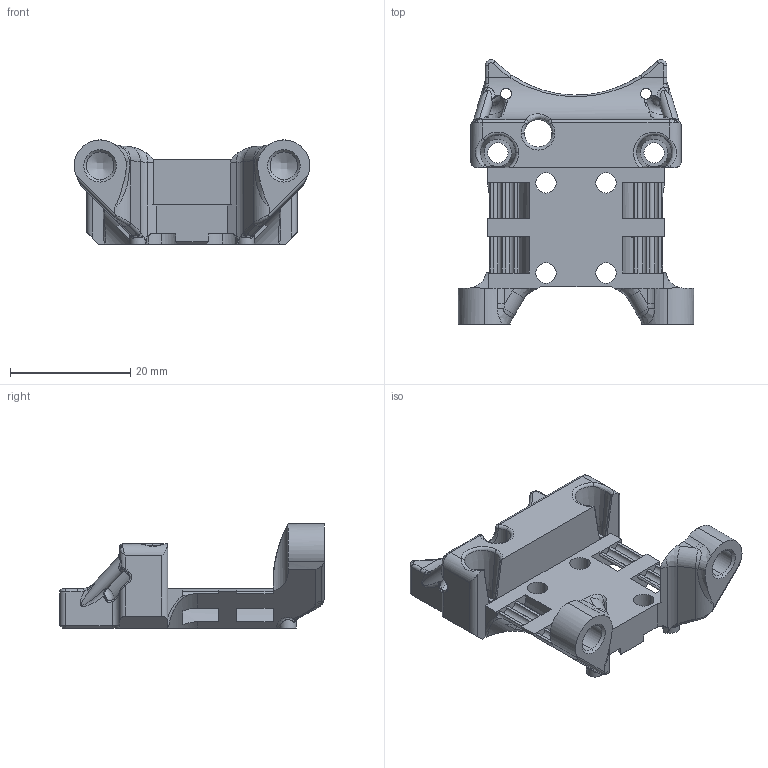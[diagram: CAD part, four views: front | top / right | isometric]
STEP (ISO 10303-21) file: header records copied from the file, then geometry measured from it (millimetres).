
FILE_DESCRIPTION (( 'STEP AP214' ), '1' );
FILE_NAME ('shorter_micron_carriage_for_m3x8mm.STEP', '2021-09-09T19:22:15', ( '' ), ( '' ), 'SwSTEP 2.0', 'SolidWorks 2021', '' );
FILE_SCHEMA (( 'AUTOMOTIVE_DESIGN' ));
Length unit declared in the file: millimetre
Products named in the file (1): shorter_micron_carriage_for_m3x8mm
Bounding box: 39.2 x 44.02 x 17.32 mm (x, y, z)
Volume: 8134.5 mm3; surface area: 5559.1 mm2
Topology: 1 solids, 1 shells, 505 faces, 1406 edges, 881 vertices
Faces by surface type: plane 190, cylinder 129, bspline 120, torus 34, cone 32
Entity records: 20413 total; most frequent: CARTESIAN_POINT 8463, ORIENTED_EDGE 2784, DIRECTION 2179, EDGE_CURVE 1392, VERTEX_POINT 881, AXIS2_PLACEMENT_3D 785, VECTOR 609, LINE 609
